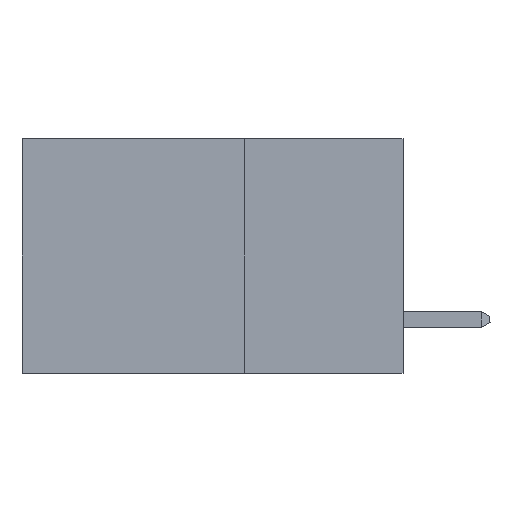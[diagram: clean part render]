
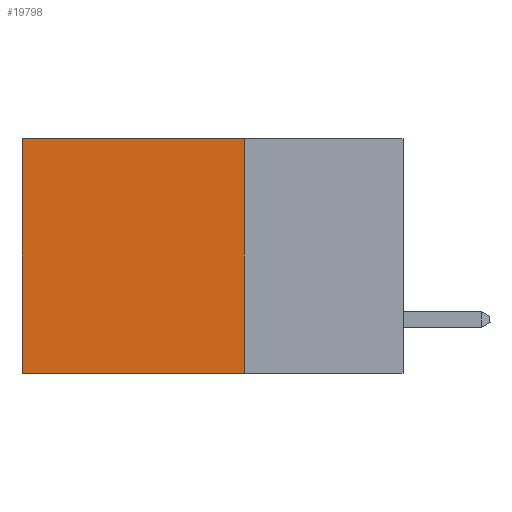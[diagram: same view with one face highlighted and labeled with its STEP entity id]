
A CAD part, left-side view. The second image highlights one B-rep face of the part: STEP entity #19798.
In plain terms, the highlighted planar face has unit normal (-1, 0, 0).
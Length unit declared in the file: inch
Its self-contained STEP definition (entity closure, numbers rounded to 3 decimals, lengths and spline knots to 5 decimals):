
#2502 = CARTESIAN_POINT ( 'NONE',  ( 0.2875, 0.25, -0.37 ) ) ;
#3908 = FACE_OUTER_BOUND ( 'NONE', #20534, .T. ) ;
#5394 = EDGE_CURVE ( 'NONE', #11275, #20912, #8808, .T. ) ;
#6302 = DIRECTION ( 'NONE',  ( 0., 0., -1. ) ) ;
#6876 = LINE ( 'NONE', #14353, #20372 ) ;
#7062 = CARTESIAN_POINT ( 'NONE',  ( 0.2875, 0.25, 0. ) ) ;
#8157 = VERTEX_POINT ( 'NONE', #20917 ) ;
#8808 = LINE ( 'NONE', #2502, #12874 ) ;
#8841 = ORIENTED_EDGE ( 'NONE', *, *, #19828, .T. ) ;
#8908 = DIRECTION ( 'NONE',  ( 0., 1., 0. ) ) ;
#9012 = PLANE ( 'NONE',  #12617 ) ;
#10439 = DIRECTION ( 'NONE',  ( 0., 1., 0. ) ) ;
#10804 = VECTOR ( 'NONE', #13936, 39.37008 ) ;
#11275 = VERTEX_POINT ( 'NONE', #12269 ) ;
#12269 = CARTESIAN_POINT ( 'NONE',  ( 0.2875, 0.25, -0.37 ) ) ;
#12305 = LINE ( 'NONE', #20130, #19901 ) ;
#12617 = AXIS2_PLACEMENT_3D ( 'NONE', #7062, #20286, #16967 ) ;
#12874 = VECTOR ( 'NONE', #8908, 39.37008 ) ;
#13498 = EDGE_CURVE ( 'NONE', #16886, #11275, #6876, .T. ) ;
#13936 = DIRECTION ( 'NONE',  ( 0., 0., -1. ) ) ;
#14304 = ORIENTED_EDGE ( 'NONE', *, *, #17258, .T. ) ;
#14353 = CARTESIAN_POINT ( 'NONE',  ( 0.2875, 0.25, 0. ) ) ;
#14373 = LINE ( 'NONE', #20240, #10804 ) ;
#14437 = ORIENTED_EDGE ( 'NONE', *, *, #5394, .F. ) ;
#16886 = VERTEX_POINT ( 'NONE', #16888 ) ;
#16888 = CARTESIAN_POINT ( 'NONE',  ( 0.2875, 0.25, 0. ) ) ;
#16967 = DIRECTION ( 'NONE',  ( 0., 0., -1. ) ) ;
#17258 = EDGE_CURVE ( 'NONE', #8157, #20912, #14373, .T. ) ;
#18249 = CARTESIAN_POINT ( 'NONE',  ( 0.2875, 0.6, -0.37 ) ) ;
#19798 = ADVANCED_FACE ( 'NONE', ( #3908 ), #9012, .F. ) ;
#19828 = EDGE_CURVE ( 'NONE', #16886, #8157, #12305, .T. ) ;
#19901 = VECTOR ( 'NONE', #10439, 39.37008 ) ;
#20130 = CARTESIAN_POINT ( 'NONE',  ( 0.2875, 0.25, 0. ) ) ;
#20240 = CARTESIAN_POINT ( 'NONE',  ( 0.2875, 0.6, 0. ) ) ;
#20286 = DIRECTION ( 'NONE',  ( 1., 0., 0. ) ) ;
#20372 = VECTOR ( 'NONE', #6302, 39.37008 ) ;
#20534 = EDGE_LOOP ( 'NONE', ( #14304, #14437, #21014, #8841 ) ) ;
#20912 = VERTEX_POINT ( 'NONE', #18249 ) ;
#20917 = CARTESIAN_POINT ( 'NONE',  ( 0.2875, 0.6, 0. ) ) ;
#21014 = ORIENTED_EDGE ( 'NONE', *, *, #13498, .F. ) ;
